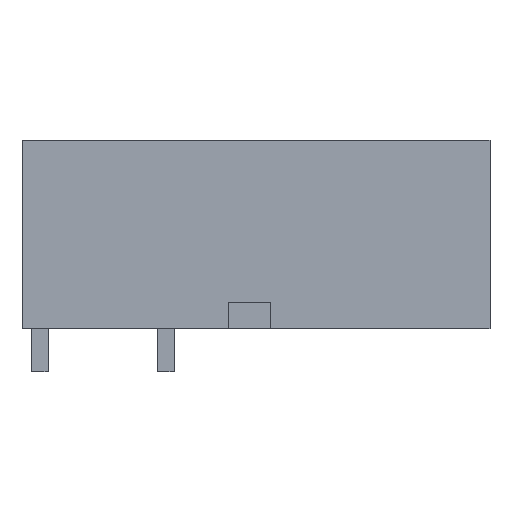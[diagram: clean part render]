
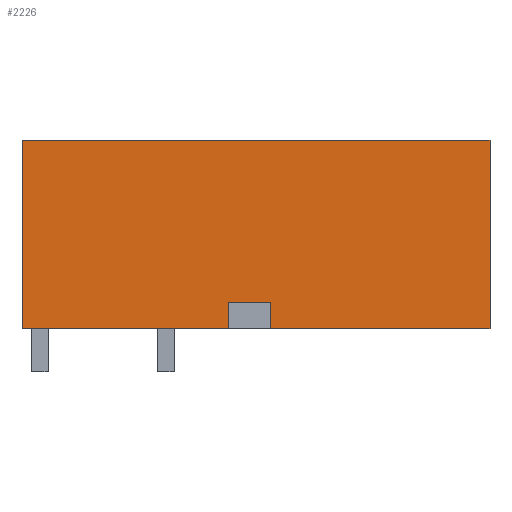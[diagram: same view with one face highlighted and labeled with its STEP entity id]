
A CAD part, left-side view. The second image highlights one B-rep face of the part: STEP entity #2226.
In plain terms, the highlighted planar face has unit normal (-1, 0, 0).
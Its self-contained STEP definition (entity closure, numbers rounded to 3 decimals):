
#2190=AXIS2_PLACEMENT_3D('Plane Axis2P3D',#2187,#2188,#2189) ;
#722=CARTESIAN_POINT('Vertex',(0.,28.3,14.)) ;
#725=CARTESIAN_POINT('Line Origine',(0.,14.15,14.)) ;
#729=CARTESIAN_POINT('Vertex',(0.,0.,14.)) ;
#1318=CARTESIAN_POINT('Vertex',(0.,0.,2.6)) ;
#1321=CARTESIAN_POINT('Line Origine',(0.,6.65,2.6)) ;
#1325=CARTESIAN_POINT('Vertex',(0.,13.3,2.6)) ;
#1360=CARTESIAN_POINT('Vertex',(0.,15.8,2.6)) ;
#1363=CARTESIAN_POINT('Line Origine',(0.,22.05,2.6)) ;
#1367=CARTESIAN_POINT('Vertex',(0.,28.3,2.6)) ;
#2144=CARTESIAN_POINT('Line Origine',(0.,28.3,8.3)) ;
#2187=CARTESIAN_POINT('Axis2P3D Location',(0.,28.3,-0.9)) ;
#2192=CARTESIAN_POINT('Line Origine',(0.,0.,8.3)) ;
#2197=CARTESIAN_POINT('Line Origine',(0.,15.8,3.4)) ;
#2201=CARTESIAN_POINT('Vertex',(0.,15.8,4.2)) ;
#2204=CARTESIAN_POINT('Line Origine',(0.,14.55,4.2)) ;
#2208=CARTESIAN_POINT('Vertex',(0.,13.3,4.2)) ;
#2211=CARTESIAN_POINT('Line Origine',(0.,13.3,3.4)) ;
#726=DIRECTION('Vector Direction',(0.,-1.,0.)) ;
#1322=DIRECTION('Vector Direction',(0.,1.,0.)) ;
#1364=DIRECTION('Vector Direction',(0.,1.,0.)) ;
#2145=DIRECTION('Vector Direction',(0.,0.,1.)) ;
#2188=DIRECTION('Axis2P3D Direction',(-1.,0.,0.)) ;
#2189=DIRECTION('Axis2P3D XDirection',(0.,-1.,0.)) ;
#2193=DIRECTION('Vector Direction',(0.,0.,-1.)) ;
#2198=DIRECTION('Vector Direction',(0.,0.,1.)) ;
#2205=DIRECTION('Vector Direction',(0.,1.,0.)) ;
#2212=DIRECTION('Vector Direction',(0.,0.,1.)) ;
#727=VECTOR('Line Direction',#726,1.) ;
#1323=VECTOR('Line Direction',#1322,1.) ;
#1365=VECTOR('Line Direction',#1364,1.) ;
#2146=VECTOR('Line Direction',#2145,1.) ;
#2194=VECTOR('Line Direction',#2193,1.) ;
#2199=VECTOR('Line Direction',#2198,1.) ;
#2206=VECTOR('Line Direction',#2205,1.) ;
#2213=VECTOR('Line Direction',#2212,1.) ;
#2217=ORIENTED_EDGE('',*,*,#1327,.T.) ;
#2218=ORIENTED_EDGE('',*,*,#2196,.T.) ;
#2219=ORIENTED_EDGE('',*,*,#731,.T.) ;
#2220=ORIENTED_EDGE('',*,*,#2148,.T.) ;
#2221=ORIENTED_EDGE('',*,*,#1369,.T.) ;
#2222=ORIENTED_EDGE('',*,*,#2203,.T.) ;
#2223=ORIENTED_EDGE('',*,*,#2210,.T.) ;
#2224=ORIENTED_EDGE('',*,*,#2215,.T.) ;
#2226=ADVANCED_FACE('main body',(#2225),#2191,.T.) ;
#731=EDGE_CURVE('',#730,#723,#728,.F.) ;
#1327=EDGE_CURVE('',#1326,#1319,#1324,.F.) ;
#1369=EDGE_CURVE('',#1368,#1361,#1366,.F.) ;
#2148=EDGE_CURVE('',#723,#1368,#2147,.F.) ;
#2196=EDGE_CURVE('',#1319,#730,#2195,.F.) ;
#2203=EDGE_CURVE('',#1361,#2202,#2200,.T.) ;
#2210=EDGE_CURVE('',#2202,#2209,#2207,.F.) ;
#2215=EDGE_CURVE('',#2209,#1326,#2214,.F.) ;
#2216=EDGE_LOOP('',(#2217,#2218,#2219,#2220,#2221,#2222,#2223,#2224)) ;
#2225=FACE_OUTER_BOUND('',#2216,.T.) ;
#728=LINE('Line',#725,#727) ;
#1324=LINE('Line',#1321,#1323) ;
#1366=LINE('Line',#1363,#1365) ;
#2147=LINE('Line',#2144,#2146) ;
#2195=LINE('Line',#2192,#2194) ;
#2200=LINE('Line',#2197,#2199) ;
#2207=LINE('Line',#2204,#2206) ;
#2214=LINE('Line',#2211,#2213) ;
#2191=PLANE('',#2190) ;
#723=VERTEX_POINT('',#722) ;
#730=VERTEX_POINT('',#729) ;
#1319=VERTEX_POINT('',#1318) ;
#1326=VERTEX_POINT('',#1325) ;
#1361=VERTEX_POINT('',#1360) ;
#1368=VERTEX_POINT('',#1367) ;
#2202=VERTEX_POINT('',#2201) ;
#2209=VERTEX_POINT('',#2208) ;
